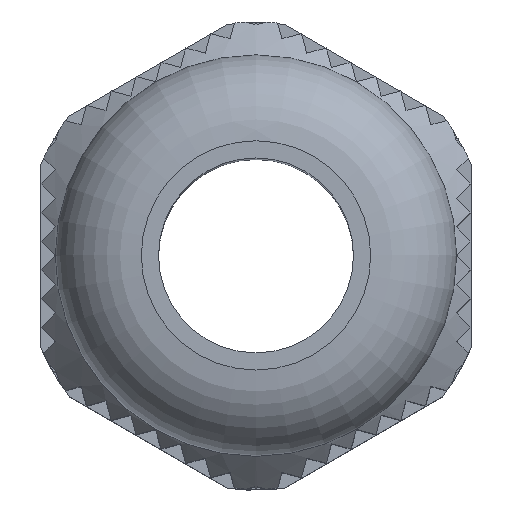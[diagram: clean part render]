
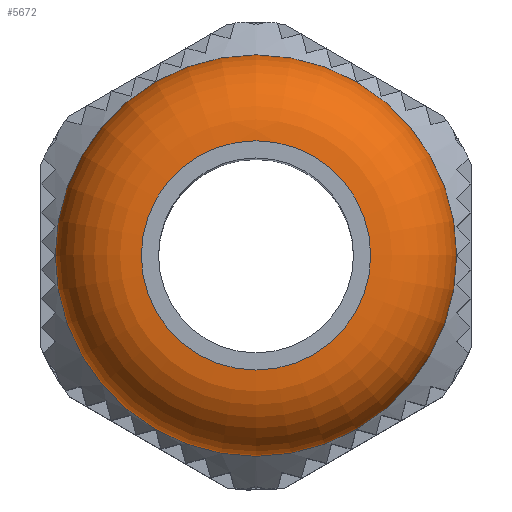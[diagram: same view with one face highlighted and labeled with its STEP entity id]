
A CAD part, top view. The second image highlights one B-rep face of the part: STEP entity #5672.
In plain terms, the highlighted toroidal (fillet/blend) face has major radius 4 mm and minor radius 3 mm.
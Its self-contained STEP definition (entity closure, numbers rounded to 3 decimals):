
#5645=CARTESIAN_POINT('',(0.,5.196,1.));
#5646=DIRECTION('',(0.0,0.0,1.0));
#5647=DIRECTION('',(1.0,0.0,0.0));
#5648=AXIS2_PLACEMENT_3D('',#5645,#5646,#5647);
#5649=TOROIDAL_SURFACE('',#5648,4.,3.);
#5650=CARTESIAN_POINT('',(0.,12.196,1.));
#5651=VERTEX_POINT('',#5650);
#5652=CARTESIAN_POINT('',(0.,5.196,1.));
#5653=DIRECTION('',(0.0,0.0,1.0));
#5654=DIRECTION('',(0.0,1.0,0.0));
#5655=AXIS2_PLACEMENT_3D('',#5652,#5653,#5654);
#5656=CIRCLE('',#5655,7.);
#5657=EDGE_CURVE('',#5651,#5651,#5656,.T.);
#5658=ORIENTED_EDGE('',*,*,#5657,.T.);
#5659=EDGE_LOOP('',(#5658));
#5660=FACE_OUTER_BOUND('',#5659,.T.);
#5661=CARTESIAN_POINT('',(0.,9.196,4.));
#5662=VERTEX_POINT('',#5661);
#5663=CARTESIAN_POINT('',(0.,5.196,4.));
#5664=DIRECTION('',(0.0,0.0,1.0));
#5665=DIRECTION('',(1.0,0.0,0.0));
#5666=AXIS2_PLACEMENT_3D('',#5663,#5664,#5665);
#5667=CIRCLE('',#5666,4.);
#5668=EDGE_CURVE('',#5662,#5662,#5667,.T.);
#5669=ORIENTED_EDGE('',*,*,#5668,.F.);
#5670=EDGE_LOOP('',(#5669));
#5671=FACE_BOUND('',#5670,.T.);
#5672=ADVANCED_FACE('',(#5660,#5671),#5649,.T.);
